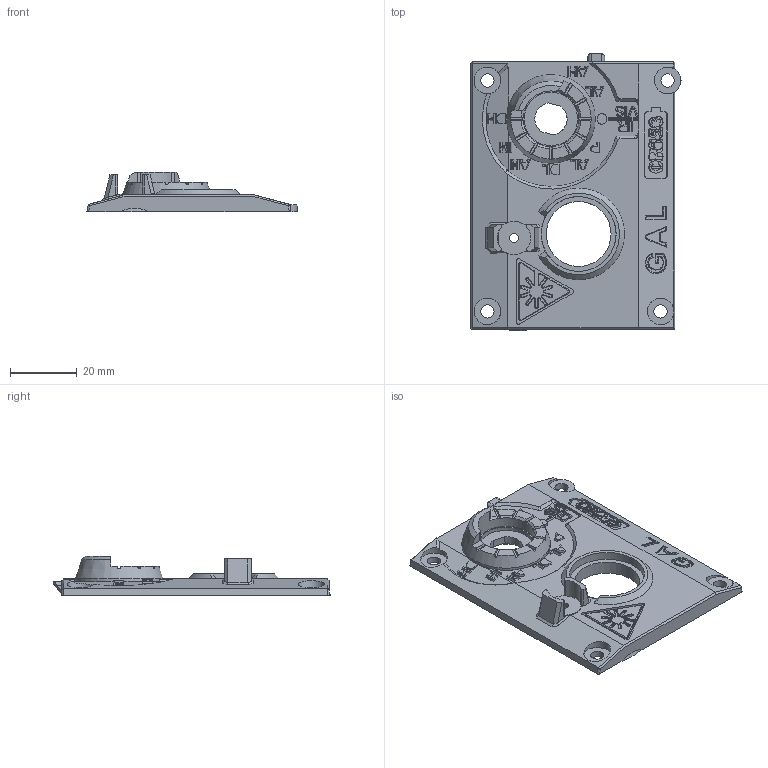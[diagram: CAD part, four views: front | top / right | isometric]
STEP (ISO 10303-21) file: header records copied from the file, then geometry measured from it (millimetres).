
FILE_DESCRIPTION(/* description */ (''),/* implementation_level */ '2;1');
FILE_NAME(/* name */ 'GAL_lid_variants_zb.step',/* time_stamp */ '2023-12-15T14:53:24-05:00',/* author */ (''),/* organization */ (''),/* preprocessor_version */ 'ST-DEVELOPER v20',/* originating_system */ 'Autodesk Translation Framework v12.14.0.127',/* authorisation */ '');
FILE_SCHEMA (('AUTOMOTIVE_DESIGN { 1 0 10303 214 3 1 1 }'));
Products named in the file (3): (Unsaved); lid_18650_zb; lid_cr123_zb
Assembly tree (2 placements, depth 2):
  (Unsaved)
    lid_18650_zb
    lid_cr123_zb
Bounding box: 62.84 x 83.08 x 11.75 mm (x, y, z)
Volume: 39403.5 mm3; surface area: 24643.2 mm2
Topology: 2 solids, 2 shells, 1836 faces, 4878 edges, 3114 vertices
Faces by surface type: plane 1117, bspline 437, cylinder 172, cone 108, torus 2
Full cylindrical faces by diameter (mm): 2 x2, 2.7 x2, 3.172 x2, 4 x10, 8 x4, 16 x2, 16.75 x2, 19.4 x2, 22.4 x2, 26.474 x2
Entity records: 64770 total; most frequent: CARTESIAN_POINT 21468, ORIENTED_EDGE 9756, DIRECTION 7632, EDGE_CURVE 4878, LINE 3232, VECTOR 3232, VERTEX_POINT 3114, AXIS2_PLACEMENT_3D 2200
